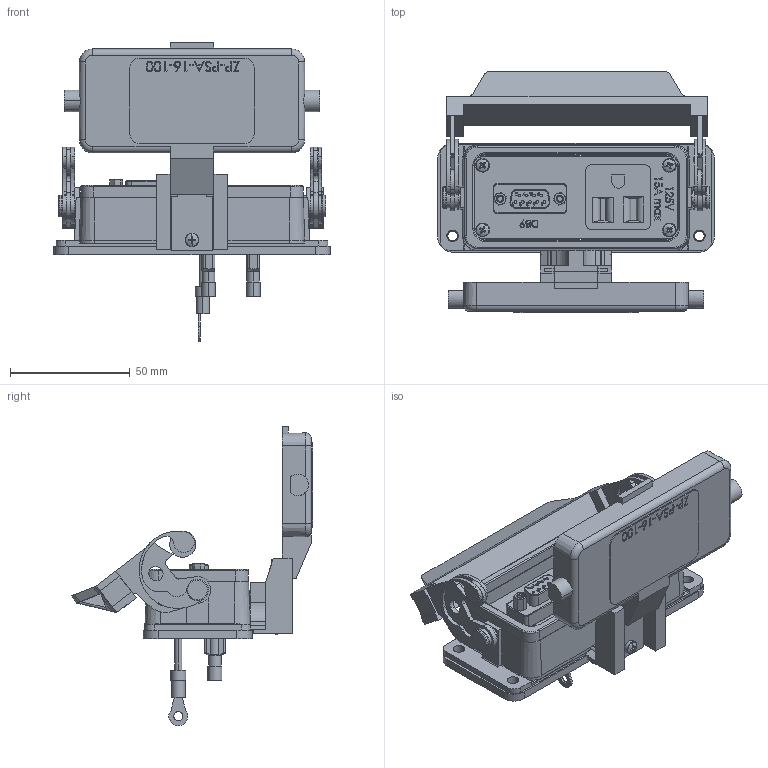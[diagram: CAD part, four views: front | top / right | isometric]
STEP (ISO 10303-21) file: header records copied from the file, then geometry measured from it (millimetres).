
FILE_DESCRIPTION (( 'STEP AP214' ), '1' );
FILE_NAME ('ZP-PSA-16-100.step', '2018-09-05T17:17:59', ( '' ), ( '' ), 'SwSTEP 2.0', 'SolidWorks 2017', '' );
FILE_SCHEMA (( 'AUTOMOTIVE_DESIGN' ));
Length unit declared in the file: inch
Products named in the file (1): ZP-PSA-16-100
Bounding box: 115.5 x 100.79 x 125.04 mm (x, y, z)
Volume: 100339.6 mm3; surface area: 67607.7 mm2
Topology: 1 solids, 15 shells, 1940 faces, 5023 edges, 3238 vertices
Faces by surface type: plane 1024, cylinder 484, bspline 284, torus 84, cone 54, sphere 10
Entity records: 84236 total; most frequent: CARTESIAN_POINT 27218, ORIENTED_EDGE 10038, DIRECTION 8892, EDGE_CURVE 5019, VERTEX_POINT 3238, LINE 2970, VECTOR 2970, AXIS2_PLACEMENT_3D 2961
